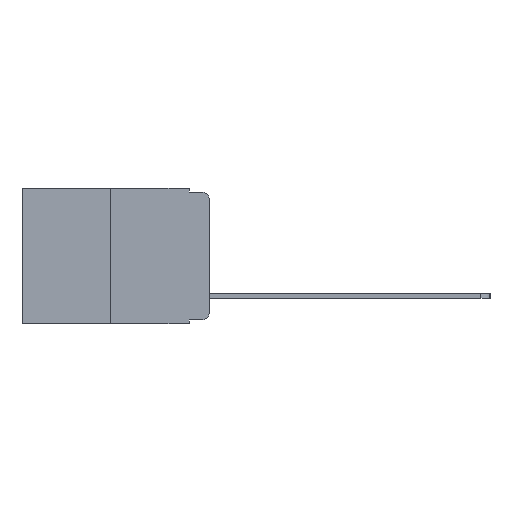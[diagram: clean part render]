
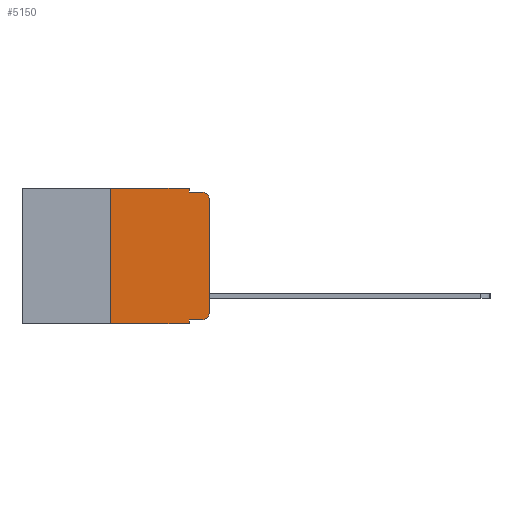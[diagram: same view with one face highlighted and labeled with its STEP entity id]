
A CAD part, left-side view. The second image highlights one B-rep face of the part: STEP entity #5150.
In plain terms, the highlighted planar face has unit normal (-1, 0, 0).
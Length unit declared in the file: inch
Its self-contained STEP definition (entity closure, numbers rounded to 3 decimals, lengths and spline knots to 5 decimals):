
#239 = ORIENTED_EDGE ( 'NONE', *, *, #7076, .F. ) ;
#300 = CARTESIAN_POINT ( 'NONE',  ( 0., 0., -0.03 ) ) ;
#513 = VECTOR ( 'NONE', #1004, 39.37008 ) ;
#555 = VERTEX_POINT ( 'NONE', #300 ) ;
#627 = CARTESIAN_POINT ( 'NONE',  ( 0., 0., -0.313 ) ) ;
#658 = EDGE_LOOP ( 'NONE', ( #1859, #11070, #9220, #2457, #4983, #239, #7604, #5555, #7865, #842 ) ) ;
#787 = VERTEX_POINT ( 'NONE', #10784 ) ;
#842 = ORIENTED_EDGE ( 'NONE', *, *, #7182, .T. ) ;
#846 = DIRECTION ( 'NONE',  ( 0., 0., -1. ) ) ;
#997 = FACE_OUTER_BOUND ( 'NONE', #658, .T. ) ;
#1004 = DIRECTION ( 'NONE',  ( 0., -1., 0. ) ) ;
#1106 = EDGE_CURVE ( 'NONE', #555, #6586, #7258, .T. ) ;
#1121 = CARTESIAN_POINT ( 'NONE',  ( 0., 0., 0. ) ) ;
#1268 = CARTESIAN_POINT ( 'NONE',  ( 0., 0.051, -0.01 ) ) ;
#1723 = PLANE ( 'NONE',  #9750 ) ;
#1785 = CARTESIAN_POINT ( 'NONE',  ( 0., 0.051, 0. ) ) ;
#1833 = DIRECTION ( 'NONE',  ( 0., 0., -1. ) ) ;
#1859 = ORIENTED_EDGE ( 'NONE', *, *, #8042, .T. ) ;
#2084 = DIRECTION ( 'NONE',  ( 0., -1., 0. ) ) ;
#2113 = EDGE_CURVE ( 'NONE', #4166, #3191, #2207, .T. ) ;
#2207 = LINE ( 'NONE', #6161, #11092 ) ;
#2231 = AXIS2_PLACEMENT_3D ( 'NONE', #8441, #3055, #9194 ) ;
#2457 = ORIENTED_EDGE ( 'NONE', *, *, #2113, .F. ) ;
#2561 = VERTEX_POINT ( 'NONE', #6553 ) ;
#3055 = DIRECTION ( 'NONE',  ( -1., 0., 0. ) ) ;
#3191 = VERTEX_POINT ( 'NONE', #7277 ) ;
#3256 = VERTEX_POINT ( 'NONE', #9783 ) ;
#3609 = DIRECTION ( 'NONE',  ( -1., 0., 0. ) ) ;
#3778 = VECTOR ( 'NONE', #6115, 39.37008 ) ;
#3805 = DIRECTION ( 'NONE',  ( 0., 0., 1. ) ) ;
#3849 = CARTESIAN_POINT ( 'NONE',  ( 0., 0.25, -0.343 ) ) ;
#3938 = CARTESIAN_POINT ( 'NONE',  ( 0., 0.473, -0.343 ) ) ;
#4082 = VERTEX_POINT ( 'NONE', #627 ) ;
#4166 = VERTEX_POINT ( 'NONE', #5236 ) ;
#4180 = VECTOR ( 'NONE', #3805, 39.37008 ) ;
#4708 = CARTESIAN_POINT ( 'NONE',  ( 0., 0.473, 0. ) ) ;
#4882 = DIRECTION ( 'NONE',  ( 0., 0., 1. ) ) ;
#4901 = CARTESIAN_POINT ( 'NONE',  ( 0., 0.02, -0.01 ) ) ;
#4913 = DIRECTION ( 'NONE',  ( 0., -1., 0. ) ) ;
#4983 = ORIENTED_EDGE ( 'NONE', *, *, #5409, .F. ) ;
#5060 = LINE ( 'NONE', #1785, #7155 ) ;
#5150 = ADVANCED_FACE ( 'NONE', ( #997 ), #1723, .F. ) ;
#5184 = AXIS2_PLACEMENT_3D ( 'NONE', #8485, #3609, #7129 ) ;
#5236 = CARTESIAN_POINT ( 'NONE',  ( 0., 0.051, 0. ) ) ;
#5241 = CARTESIAN_POINT ( 'NONE',  ( 0., 0.051, -0.333 ) ) ;
#5409 = EDGE_CURVE ( 'NONE', #787, #4166, #7340, .T. ) ;
#5555 = ORIENTED_EDGE ( 'NONE', *, *, #7013, .F. ) ;
#6115 = DIRECTION ( 'NONE',  ( 0., -1., 0. ) ) ;
#6130 = EDGE_CURVE ( 'NONE', #3191, #6586, #7567, .T. ) ;
#6161 = CARTESIAN_POINT ( 'NONE',  ( 0., 0.051, 0. ) ) ;
#6553 = CARTESIAN_POINT ( 'NONE',  ( 0., 0.051, -0.333 ) ) ;
#6586 = VERTEX_POINT ( 'NONE', #4901 ) ;
#6862 = LINE ( 'NONE', #1121, #8778 ) ;
#7013 = EDGE_CURVE ( 'NONE', #2561, #9323, #5060, .T. ) ;
#7076 = EDGE_CURVE ( 'NONE', #10815, #787, #10898, .T. ) ;
#7129 = DIRECTION ( 'NONE',  ( 0., 0., -1. ) ) ;
#7155 = VECTOR ( 'NONE', #846, 39.37008 ) ;
#7182 = EDGE_CURVE ( 'NONE', #3256, #4082, #9411, .T. ) ;
#7258 = CIRCLE ( 'NONE', #5184, 0.02 ) ;
#7277 = CARTESIAN_POINT ( 'NONE',  ( 0., 0.051, -0.01 ) ) ;
#7340 = LINE ( 'NONE', #4708, #11065 ) ;
#7567 = LINE ( 'NONE', #1268, #513 ) ;
#7604 = ORIENTED_EDGE ( 'NONE', *, *, #10922, .T. ) ;
#7865 = ORIENTED_EDGE ( 'NONE', *, *, #10375, .T. ) ;
#8042 = EDGE_CURVE ( 'NONE', #4082, #555, #6862, .T. ) ;
#8441 = CARTESIAN_POINT ( 'NONE',  ( 0., 0.02, -0.313 ) ) ;
#8485 = CARTESIAN_POINT ( 'NONE',  ( 0., 0.02, -0.03 ) ) ;
#8505 = LINE ( 'NONE', #3938, #10564 ) ;
#8521 = LINE ( 'NONE', #5241, #3778 ) ;
#8778 = VECTOR ( 'NONE', #4882, 39.37008 ) ;
#9022 = CARTESIAN_POINT ( 'NONE',  ( 0., 0.25, 0. ) ) ;
#9194 = DIRECTION ( 'NONE',  ( 0., 0., -1. ) ) ;
#9220 = ORIENTED_EDGE ( 'NONE', *, *, #6130, .F. ) ;
#9323 = VERTEX_POINT ( 'NONE', #10058 ) ;
#9411 = CIRCLE ( 'NONE', #2231, 0.02 ) ;
#9750 = AXIS2_PLACEMENT_3D ( 'NONE', #9802, #9843, #9774 ) ;
#9774 = DIRECTION ( 'NONE',  ( 0., 0., -1. ) ) ;
#9783 = CARTESIAN_POINT ( 'NONE',  ( 0., 0.02, -0.333 ) ) ;
#9802 = CARTESIAN_POINT ( 'NONE',  ( 0., 0.473, 0. ) ) ;
#9843 = DIRECTION ( 'NONE',  ( 1., 0., 0. ) ) ;
#10058 = CARTESIAN_POINT ( 'NONE',  ( 0., 0.051, -0.343 ) ) ;
#10375 = EDGE_CURVE ( 'NONE', #2561, #3256, #8521, .T. ) ;
#10564 = VECTOR ( 'NONE', #2084, 39.37008 ) ;
#10784 = CARTESIAN_POINT ( 'NONE',  ( 0., 0.25, 0. ) ) ;
#10815 = VERTEX_POINT ( 'NONE', #3849 ) ;
#10898 = LINE ( 'NONE', #9022, #4180 ) ;
#10922 = EDGE_CURVE ( 'NONE', #10815, #9323, #8505, .T. ) ;
#11065 = VECTOR ( 'NONE', #4913, 39.37008 ) ;
#11070 = ORIENTED_EDGE ( 'NONE', *, *, #1106, .T. ) ;
#11092 = VECTOR ( 'NONE', #1833, 39.37008 ) ;
